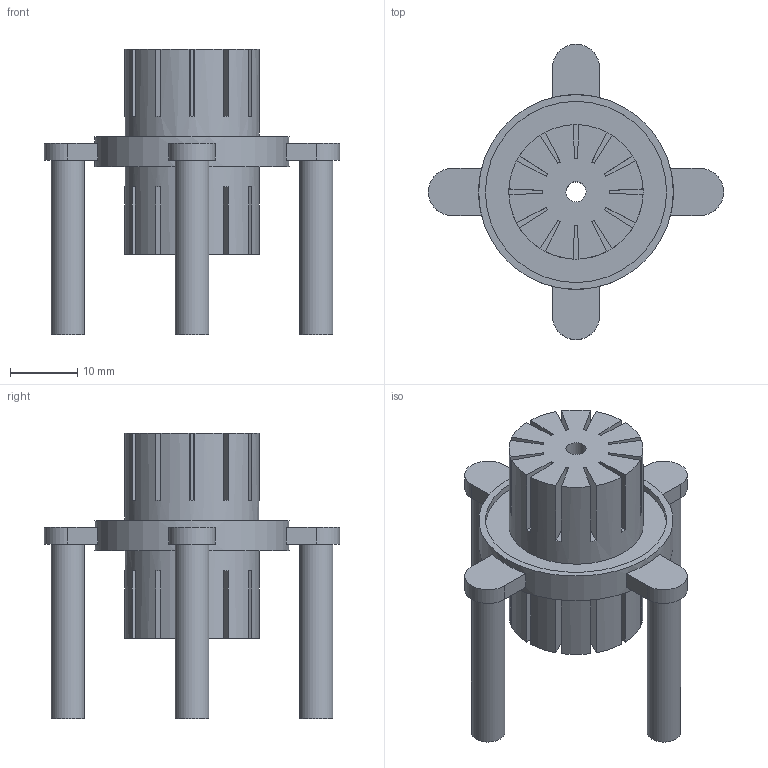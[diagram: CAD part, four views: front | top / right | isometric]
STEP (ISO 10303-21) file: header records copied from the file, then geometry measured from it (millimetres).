
FILE_DESCRIPTION(/* description */ (''),/* implementation_level */ '2;1');
FILE_NAME(/* name */ 'Coaxialmotor_base_ipt_d275ae5d.STEP',/* time_stamp */ '2020-09-04T09:10:54+08:00',/* author */ ('Lvzongyang'),/* organization */ (''),/* preprocessor_version */ 'ST-DEVELOPER v15.6',/* originating_system */ 'Autodesk Inventor 2015',/* authorisation */ '');
FILE_SCHEMA (('AUTOMOTIVE_DESIGN { 1 0 10303 214 3 1 1 }'));
Length unit declared in the file: millimetre
Products named in the file (1): Coaxialmotor_base
Bounding box: 44 x 44 x 42.5 mm (x, y, z)
Volume: 12147.1 mm3; surface area: 8375.9 mm2
Topology: 1 solids, 1 shells, 136 faces, 370 edges, 247 vertices
Faces by surface type: plane 98, cylinder 38
Full cylindrical faces by diameter (mm): 3 x1, 5 x4, 20 x2, 27 x2, 29 x1
Entity records: 4319 total; most frequent: DIRECTION 758, CARTESIAN_POINT 733, ORIENTED_EDGE 708, EDGE_CURVE 354, AXIS2_PLACEMENT_3D 267, VERTEX_POINT 242, LINE 224, VECTOR 224
